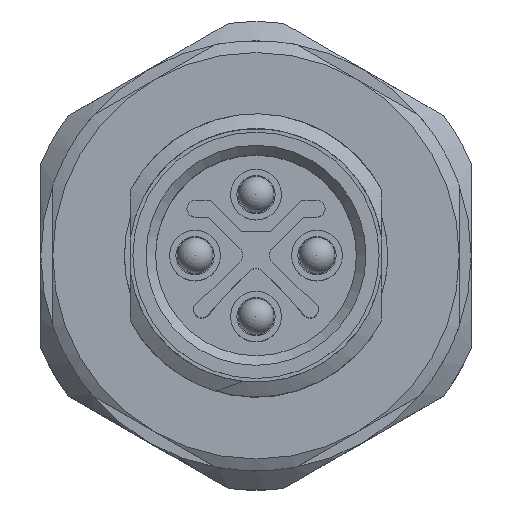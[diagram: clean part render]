
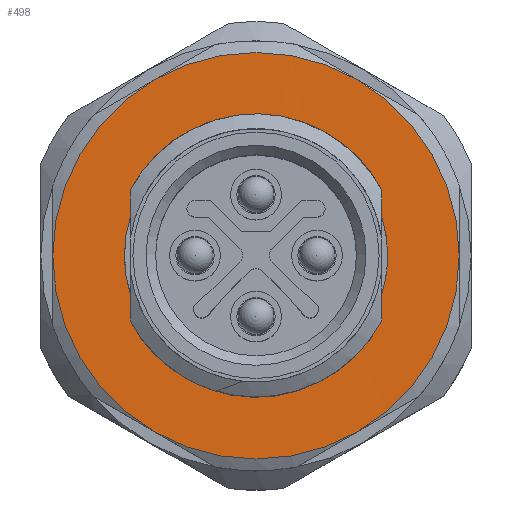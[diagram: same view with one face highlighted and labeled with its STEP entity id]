
A CAD part, top view. The second image highlights one B-rep face of the part: STEP entity #498.
In plain terms, the highlighted planar face has unit normal (0, 0, 1).
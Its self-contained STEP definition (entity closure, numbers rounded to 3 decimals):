
#235=FACE_BOUND('',#1058,.T.);
#236=FACE_BOUND('',#1059,.T.);
#364=CIRCLE('',#4690,5.5);
#365=CIRCLE('',#4691,5.5);
#366=CIRCLE('',#4692,8.5);
#367=CIRCLE('',#4693,8.5);
#368=CIRCLE('',#4694,8.5);
#369=CIRCLE('',#4695,8.5);
#370=CIRCLE('',#4696,8.5);
#371=CIRCLE('',#4697,8.5);
#498=ADVANCED_FACE('',(#235,#236),#770,.T.);
#770=PLANE('',#4698);
#1058=EDGE_LOOP('',(#1660,#1661,#1662,#1663,#1664,#1665,#1666,#1667,#1668,
#1669));
#1059=EDGE_LOOP('',(#1670,#1671,#1672,#1673,#1674,#1675));
#1660=ORIENTED_EDGE('',*,*,#3554,.F.);
#1661=ORIENTED_EDGE('',*,*,#3549,.F.);
#1662=ORIENTED_EDGE('',*,*,#3555,.T.);
#1663=ORIENTED_EDGE('',*,*,#3556,.T.);
#1664=ORIENTED_EDGE('',*,*,#3557,.T.);
#1665=ORIENTED_EDGE('',*,*,#3545,.F.);
#1666=ORIENTED_EDGE('',*,*,#3558,.F.);
#1667=ORIENTED_EDGE('',*,*,#3546,.F.);
#1668=ORIENTED_EDGE('',*,*,#3559,.T.);
#1669=ORIENTED_EDGE('',*,*,#3560,.F.);
#1670=ORIENTED_EDGE('',*,*,#3561,.F.);
#1671=ORIENTED_EDGE('',*,*,#3562,.F.);
#1672=ORIENTED_EDGE('',*,*,#3563,.F.);
#1673=ORIENTED_EDGE('',*,*,#3564,.F.);
#1674=ORIENTED_EDGE('',*,*,#3565,.F.);
#1675=ORIENTED_EDGE('',*,*,#3566,.F.);
#3049=VERTEX_POINT('',#5864);
#3051=VERTEX_POINT('',#5867);
#3052=VERTEX_POINT('',#5877);
#3053=VERTEX_POINT('',#5878);
#3055=VERTEX_POINT('',#5890);
#3056=VERTEX_POINT('',#5891);
#3060=VERTEX_POINT('',#5910);
#3061=VERTEX_POINT('',#5917);
#3062=VERTEX_POINT('',#5922);
#3063=VERTEX_POINT('',#5932);
#3064=VERTEX_POINT('',#5938);
#3065=VERTEX_POINT('',#5939);
#3066=VERTEX_POINT('',#5941);
#3067=VERTEX_POINT('',#5943);
#3068=VERTEX_POINT('',#5945);
#3069=VERTEX_POINT('',#5947);
#3545=EDGE_CURVE('',#3051,#3049,#4244,.T.);
#3546=EDGE_CURVE('',#3052,#3053,#4245,.T.);
#3549=EDGE_CURVE('',#3055,#3056,#4247,.T.);
#3554=EDGE_CURVE('',#3056,#3060,#364,.T.);
#3555=EDGE_CURVE('',#3055,#3061,#4251,.T.);
#3556=EDGE_CURVE('',#3061,#3062,#4252,.T.);
#3557=EDGE_CURVE('',#3062,#3049,#4253,.T.);
#3558=EDGE_CURVE('',#3053,#3051,#365,.T.);
#3559=EDGE_CURVE('',#3052,#3063,#4254,.T.);
#3560=EDGE_CURVE('',#3060,#3063,#4255,.T.);
#3561=EDGE_CURVE('',#3064,#3065,#366,.T.);
#3562=EDGE_CURVE('',#3066,#3064,#367,.T.);
#3563=EDGE_CURVE('',#3067,#3066,#368,.T.);
#3564=EDGE_CURVE('',#3068,#3067,#369,.T.);
#3565=EDGE_CURVE('',#3069,#3068,#370,.T.);
#3566=EDGE_CURVE('',#3065,#3069,#371,.T.);
#4244=B_SPLINE_CURVE_WITH_KNOTS('',3,(#5868,#5869,#5870,#5871),
 .UNSPECIFIED.,.F.,.F.,(4,4),(0.,1.),.UNSPECIFIED.);
#4245=B_SPLINE_CURVE_WITH_KNOTS('',3,(#5873,#5874,#5875,#5876),
 .UNSPECIFIED.,.F.,.F.,(4,4),(0.,1.),.UNSPECIFIED.);
#4247=B_SPLINE_CURVE_WITH_KNOTS('',3,(#5886,#5887,#5888,#5889),
 .UNSPECIFIED.,.F.,.F.,(4,4),(0.,1.),.UNSPECIFIED.);
#4251=B_SPLINE_CURVE_WITH_KNOTS('',3,(#5911,#5912,#5913,#5914,#5915,#5916),
 .UNSPECIFIED.,.F.,.F.,(4,2,4),(0.,0.5,1.),.UNSPECIFIED.);
#4252=B_SPLINE_CURVE_WITH_KNOTS('',3,(#5918,#5919,#5920,#5921),
 .UNSPECIFIED.,.F.,.F.,(4,4),(0.,1.),.UNSPECIFIED.);
#4253=B_SPLINE_CURVE_WITH_KNOTS('',3,(#5923,#5924,#5925,#5926),
 .UNSPECIFIED.,.F.,.F.,(4,4),(0.,1.),.UNSPECIFIED.);
#4254=B_SPLINE_CURVE_WITH_KNOTS('',3,(#5928,#5929,#5930,#5931),
 .UNSPECIFIED.,.F.,.F.,(4,4),(0.,1.),.UNSPECIFIED.);
#4255=B_SPLINE_CURVE_WITH_KNOTS('',3,(#5933,#5934,#5935,#5936),
 .UNSPECIFIED.,.F.,.F.,(4,4),(0.,1.),.UNSPECIFIED.);
#4690=AXIS2_PLACEMENT_3D('',#5909,#5046,#5047);
#4691=AXIS2_PLACEMENT_3D('',#5927,#5048,#5049);
#4692=AXIS2_PLACEMENT_3D('',#5937,#5050,#5051);
#4693=AXIS2_PLACEMENT_3D('',#5940,#5052,#5053);
#4694=AXIS2_PLACEMENT_3D('',#5942,#5054,#5055);
#4695=AXIS2_PLACEMENT_3D('',#5944,#5056,#5057);
#4696=AXIS2_PLACEMENT_3D('',#5946,#5058,#5059);
#4697=AXIS2_PLACEMENT_3D('',#5948,#5060,#5061);
#4698=AXIS2_PLACEMENT_3D('',#5949,#5062,#5063);
#5046=DIRECTION('',(0.,0.,1.));
#5047=DIRECTION('',(1.,0.,0.));
#5048=DIRECTION('',(0.,0.,1.));
#5049=DIRECTION('',(1.,0.,0.));
#5050=DIRECTION('',(0.,0.,-1.));
#5051=DIRECTION('',(-0.5,0.866,0.));
#5052=DIRECTION('',(0.,0.,-1.));
#5053=DIRECTION('',(-1.,0.,0.));
#5054=DIRECTION('',(0.,0.,-1.));
#5055=DIRECTION('',(-0.5,-0.866,0.));
#5056=DIRECTION('',(0.,0.,-1.));
#5057=DIRECTION('',(0.5,-0.866,0.));
#5058=DIRECTION('',(0.,0.,-1.));
#5059=DIRECTION('',(1.,0.,0.));
#5060=DIRECTION('',(0.,0.,-1.));
#5061=DIRECTION('',(0.5,0.866,0.));
#5062=DIRECTION('',(0.,0.,1.));
#5063=DIRECTION('',(1.,0.,0.));
#5864=CARTESIAN_POINT('',(5.25,2.639,-0.5));
#5867=CARTESIAN_POINT('',(5.25,1.639,-0.5));
#5868=CARTESIAN_POINT('',(5.25,1.639,-0.5));
#5869=CARTESIAN_POINT('',(5.25,1.973,-0.5));
#5870=CARTESIAN_POINT('',(5.25,2.306,-0.5));
#5871=CARTESIAN_POINT('',(5.25,2.639,-0.5));
#5873=CARTESIAN_POINT('',(5.25,-2.071,-0.5));
#5874=CARTESIAN_POINT('',(5.25,-1.927,-0.5));
#5875=CARTESIAN_POINT('',(5.25,-1.783,-0.5));
#5876=CARTESIAN_POINT('',(5.25,-1.639,-0.5));
#5877=CARTESIAN_POINT('',(5.25,-2.071,-0.5));
#5878=CARTESIAN_POINT('',(5.25,-1.639,-0.5));
#5886=CARTESIAN_POINT('',(-5.25,1.746,-0.5));
#5887=CARTESIAN_POINT('',(-5.25,1.711,-0.5));
#5888=CARTESIAN_POINT('',(-5.25,1.675,-0.5));
#5889=CARTESIAN_POINT('',(-5.25,1.639,-0.5));
#5890=CARTESIAN_POINT('',(-5.25,1.746,-0.5));
#5891=CARTESIAN_POINT('',(-5.25,1.639,-0.5));
#5909=CARTESIAN_POINT('',(0.,0.,-0.5));
#5910=CARTESIAN_POINT('',(3.408,-4.314,-0.499));
#5911=CARTESIAN_POINT('',(-5.25,1.746,-0.5));
#5912=CARTESIAN_POINT('',(-4.89,3.046,-0.5));
#5913=CARTESIAN_POINT('',(-4.056,4.183,-0.5));
#5914=CARTESIAN_POINT('',(-1.77,5.686,-0.5));
#5915=CARTESIAN_POINT('',(-0.364,6.013,-0.5));
#5916=CARTESIAN_POINT('',(1.019,5.837,-0.5));
#5917=CARTESIAN_POINT('',(1.019,5.836,-0.498));
#5918=CARTESIAN_POINT('',(1.019,5.837,-0.5));
#5919=CARTESIAN_POINT('',(2.496,5.577,-0.5));
#5920=CARTESIAN_POINT('',(3.833,4.765,-0.5));
#5921=CARTESIAN_POINT('',(4.738,3.557,-0.5));
#5922=CARTESIAN_POINT('',(4.738,3.557,-0.5));
#5923=CARTESIAN_POINT('',(4.738,3.557,-0.5));
#5924=CARTESIAN_POINT('',(4.937,3.264,-0.5));
#5925=CARTESIAN_POINT('',(5.108,2.958,-0.5));
#5926=CARTESIAN_POINT('',(5.25,2.639,-0.5));
#5927=CARTESIAN_POINT('',(0.,0.,-0.5));
#5928=CARTESIAN_POINT('',(5.25,-2.071,-0.5));
#5929=CARTESIAN_POINT('',(4.846,-2.965,-0.5));
#5930=CARTESIAN_POINT('',(4.262,-3.692,-0.5));
#5931=CARTESIAN_POINT('',(3.497,-4.253,-0.5));
#5932=CARTESIAN_POINT('',(3.495,-4.251,-0.499));
#5933=CARTESIAN_POINT('',(3.409,-4.316,-0.5));
#5934=CARTESIAN_POINT('',(3.437,-4.294,-0.5));
#5935=CARTESIAN_POINT('',(3.465,-4.271,-0.5));
#5936=CARTESIAN_POINT('',(3.493,-4.248,-0.5));
#5937=CARTESIAN_POINT('',(0.,0.,-0.5));
#5938=CARTESIAN_POINT('',(-4.25,7.361,-0.5));
#5939=CARTESIAN_POINT('',(4.25,7.361,-0.5));
#5940=CARTESIAN_POINT('',(0.,0.,-0.5));
#5941=CARTESIAN_POINT('',(-8.5,0.,-0.5));
#5942=CARTESIAN_POINT('',(0.,0.,-0.5));
#5943=CARTESIAN_POINT('',(-4.25,-7.361,-0.5));
#5944=CARTESIAN_POINT('',(0.,0.,-0.5));
#5945=CARTESIAN_POINT('',(4.25,-7.361,-0.5));
#5946=CARTESIAN_POINT('',(0.,0.,-0.5));
#5947=CARTESIAN_POINT('',(8.5,0.,-0.5));
#5948=CARTESIAN_POINT('',(0.,0.,-0.5));
#5949=CARTESIAN_POINT('',(7.75,0.,-0.5));
